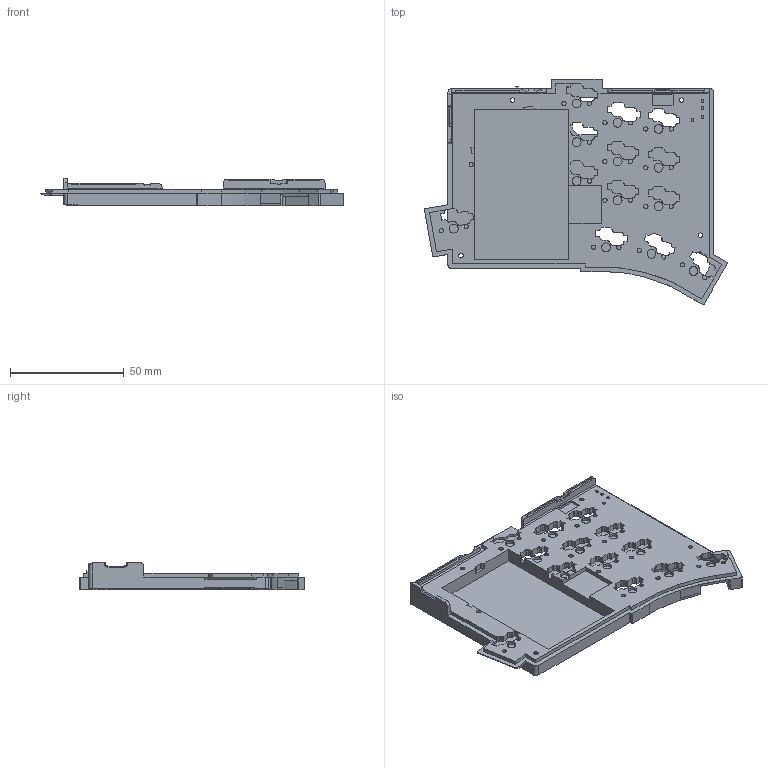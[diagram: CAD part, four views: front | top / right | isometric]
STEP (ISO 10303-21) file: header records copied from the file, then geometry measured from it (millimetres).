
FILE_DESCRIPTION(/* description */ (''),/* implementation_level */ '2;1');
FILE_NAME(/* name */ 'TOTEMcase_tenting_1000mah_battery_L.step',/* time_stamp */ '2024-10-26T02:56:58+08:00',/* author */ (''),/* organization */ (''),/* preprocessor_version */ 'ST-DEVELOPER v20',/* originating_system */ 'Autodesk Translation Framework v13.20.0.188',/* authorisation */ '');
FILE_SCHEMA (('AUTOMOTIVE_DESIGN { 1 0 10303 214 3 1 1 }'));
Length unit declared in the file: millimetre
Products named in the file (1): TOTEMcase_BLE_adaptation_L
Bounding box: 133.11 x 99.01 x 11.89 mm (x, y, z)
Volume: 40460.8 mm3; surface area: 27665.6 mm2
Topology: 1 solids, 4 shells, 878 faces, 2472 edges, 1636 vertices
Faces by surface type: plane 450, bspline 321, cylinder 93, cone 12, torus 2
Full cylindrical faces by diameter (mm): 1.053 x1, 1.135 x1, 1.9 x13, 2 x4, 3.9 x12, 4.3 x4, 9 x6
Entity records: 31886 total; most frequent: CARTESIAN_POINT 10848, ORIENTED_EDGE 4944, DIRECTION 3379, EDGE_CURVE 2472, LINE 1661, VECTOR 1661, VERTEX_POINT 1636, EDGE_LOOP 936
